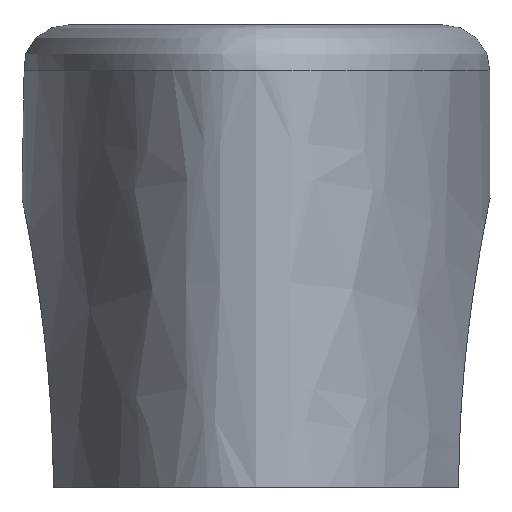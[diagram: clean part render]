
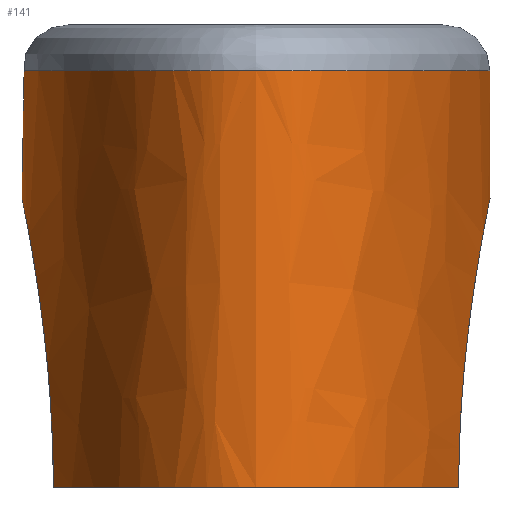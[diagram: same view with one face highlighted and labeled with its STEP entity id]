
A CAD part, front view. The second image highlights one B-rep face of the part: STEP entity #141.
In plain terms, the highlighted free-form (B-spline) face has degree [3, 1] with [19, 2] control points.
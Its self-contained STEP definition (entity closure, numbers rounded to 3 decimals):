
#26=B_SPLINE_CURVE_WITH_KNOTS('',3,(#261,#262,#263,#264,#265,#266,#267,
#268,#269,#270,#271,#272,#273,#274,#275,#276,#277,#278,#279,#280,#281,#282,
#283,#284,#285,#286,#287,#288,#289,#290,#291,#292,#293,#294,#295,#296,#297,
#298,#299,#300,#301),.UNSPECIFIED.,.T.,.F.,(1,1,1,1,1,1,1,1,1,1,1,1,1,1,
1,1,1,1,1,1,1,1,1,1,1,1,1,1,1,1,1,1,1,1,1,1,1,1,1,1,1,1,1,1,1),(-0.006,
-0.004,-0.002,0.,0.002,0.004,
0.006,0.007,0.011,0.015,
0.018,0.022,0.026,0.03,
0.037,0.041,0.044,0.048,
0.052,0.054,0.055,0.057,
0.059,0.061,0.063,0.065,
0.066,0.07,0.074,0.077,
0.081,0.085,0.089,0.096,
0.1,0.103,0.107,0.111,
0.113,0.114,0.116,0.118,
0.12,0.122,0.124),.UNSPECIFIED.);
#27=B_SPLINE_CURVE_WITH_KNOTS('',3,(#303,#304,#305,#306,#307,#308,#309,
#310,#311,#312,#313,#314),.UNSPECIFIED.,.F.,.F.,(4,1,1,1,1,1,1,1,1,4),(0.,
0.002,0.005,0.01,0.015,
0.02,0.024,0.029,0.034,
0.039),.UNSPECIFIED.);
#28=B_SPLINE_CURVE_WITH_KNOTS('',3,(#318,#319,#320,#321,#322,#323,#324,
#325,#326,#327,#328,#329),.UNSPECIFIED.,.F.,.F.,(4,1,1,1,1,1,1,1,1,4),(0.,
0.002,0.005,0.01,0.015,
0.02,0.024,0.029,0.034,
0.039),.UNSPECIFIED.);
#30=B_SPLINE_SURFACE_WITH_KNOTS('',3,1,((#223,#224),(#225,#226),(#227,#228),
(#229,#230),(#231,#232),(#233,#234),(#235,#236),(#237,#238),(#239,#240),
(#241,#242),(#243,#244),(#245,#246),(#247,#248),(#249,#250),(#251,#252),
(#253,#254),(#255,#256),(#257,#258),(#259,#260)),
 .SURF_OF_LINEAR_EXTRUSION.,.T.,.F.,.F.,(1,1,1,1,1,1,1,1,1,1,1,1,1,1,1,
1,1,1,1,1,1,1,1),(2,2),(-1.178,-0.785,-0.393,
0.,0.393,0.785,1.178,1.571,
1.963,2.356,2.749,3.142,3.534,
3.927,4.32,4.712,5.105,5.498,
5.89,6.283,6.676,7.069,7.461),
(0.,1.),.UNSPECIFIED.);
#31=ELLIPSE('',#165,25.,10.116);
#32=ELLIPSE('',#166,25.,10.116);
#40=ORIENTED_EDGE('',*,*,#68,.T.);
#41=ORIENTED_EDGE('',*,*,#67,.F.);
#42=ORIENTED_EDGE('',*,*,#69,.T.);
#43=ORIENTED_EDGE('',*,*,#70,.F.);
#44=ORIENTED_EDGE('',*,*,#71,.T.);
#67=EDGE_CURVE('',#80,#81,#31,.T.);
#68=EDGE_CURVE('',#82,#82,#26,.T.);
#69=EDGE_CURVE('',#80,#83,#27,.T.);
#70=EDGE_CURVE('',#84,#83,#32,.T.);
#71=EDGE_CURVE('',#84,#81,#28,.T.);
#80=VERTEX_POINT('',#220);
#81=VERTEX_POINT('',#221);
#82=VERTEX_POINT('',#302);
#83=VERTEX_POINT('',#315);
#84=VERTEX_POINT('',#317);
#99=EDGE_LOOP('',(#40));
#100=EDGE_LOOP('',(#41,#42,#43,#44));
#119=FACE_BOUND('',#99,.T.);
#120=FACE_BOUND('',#100,.T.);
#141=ADVANCED_FACE('',(#119,#120),#30,.F.);
#165=AXIS2_PLACEMENT_3D('',#222,#186,#187);
#166=AXIS2_PLACEMENT_3D('',#316,#188,#189);
#186=DIRECTION('',(0.,0.,-1.));
#187=DIRECTION('',(0.,-1.,0.));
#188=DIRECTION('',(0.,0.,-1.));
#189=DIRECTION('',(0.,-1.,0.));
#220=CARTESIAN_POINT('',(8.761,-12.5,-20.));
#221=CARTESIAN_POINT('',(-8.761,-12.5,-20.));
#222=CARTESIAN_POINT('',(0.,0.,-20.));
#223=CARTESIAN_POINT('',(3.972,-23.698,-20.));
#224=CARTESIAN_POINT('',(3.972,-23.698,-2.));
#225=CARTESIAN_POINT('',(0.,-25.651,-20.));
#226=CARTESIAN_POINT('',(0.,-25.651,-2.));
#227=CARTESIAN_POINT('',(-3.972,-23.698,-20.));
#228=CARTESIAN_POINT('',(-3.972,-23.698,-2.));
#229=CARTESIAN_POINT('',(-7.339,-18.138,-20.));
#230=CARTESIAN_POINT('',(-7.339,-18.138,-2.));
#231=CARTESIAN_POINT('',(-9.589,-9.816,-20.));
#232=CARTESIAN_POINT('',(-9.589,-9.816,-2.));
#233=CARTESIAN_POINT('',(-10.38,0.,-20.));
#234=CARTESIAN_POINT('',(-10.38,0.,-2.));
#235=CARTESIAN_POINT('',(-9.589,9.816,-20.));
#236=CARTESIAN_POINT('',(-9.589,9.816,-2.));
#237=CARTESIAN_POINT('',(-7.339,18.138,-20.));
#238=CARTESIAN_POINT('',(-7.339,18.138,-2.));
#239=CARTESIAN_POINT('',(-3.972,23.698,-20.));
#240=CARTESIAN_POINT('',(-3.972,23.698,-2.));
#241=CARTESIAN_POINT('',(0.,25.651,-20.));
#242=CARTESIAN_POINT('',(0.,25.651,-2.));
#243=CARTESIAN_POINT('',(3.972,23.698,-20.));
#244=CARTESIAN_POINT('',(3.972,23.698,-2.));
#245=CARTESIAN_POINT('',(7.339,18.138,-20.));
#246=CARTESIAN_POINT('',(7.339,18.138,-2.));
#247=CARTESIAN_POINT('',(9.589,9.816,-20.));
#248=CARTESIAN_POINT('',(9.589,9.816,-2.));
#249=CARTESIAN_POINT('',(10.38,0.,-20.));
#250=CARTESIAN_POINT('',(10.38,0.,-2.));
#251=CARTESIAN_POINT('',(9.589,-9.816,-20.));
#252=CARTESIAN_POINT('',(9.589,-9.816,-2.));
#253=CARTESIAN_POINT('',(7.339,-18.138,-20.));
#254=CARTESIAN_POINT('',(7.339,-18.138,-2.));
#255=CARTESIAN_POINT('',(3.972,-23.698,-20.));
#256=CARTESIAN_POINT('',(3.972,-23.698,-2.));
#257=CARTESIAN_POINT('',(0.,-25.651,-20.));
#258=CARTESIAN_POINT('',(0.,-25.651,-2.));
#259=CARTESIAN_POINT('',(-3.972,-23.698,-20.));
#260=CARTESIAN_POINT('',(-3.972,-23.698,-2.));
#261=CARTESIAN_POINT('',(1.803,-24.72,-2.));
#262=CARTESIAN_POINT('',(0.006,-25.142,-2.));
#263=CARTESIAN_POINT('',(-1.826,-24.713,-2.));
#264=CARTESIAN_POINT('',(-3.352,-23.677,-2.));
#265=CARTESIAN_POINT('',(-4.593,-22.348,-2.));
#266=CARTESIAN_POINT('',(-5.971,-20.332,-2.));
#267=CARTESIAN_POINT('',(-7.253,-17.63,-2.));
#268=CARTESIAN_POINT('',(-8.39,-14.179,-2.));
#269=CARTESIAN_POINT('',(-9.193,-10.669,-2.));
#270=CARTESIAN_POINT('',(-9.735,-7.126,-2.));
#271=CARTESIAN_POINT('',(-10.049,-3.554,-2.));
#272=CARTESIAN_POINT('',(-10.185,1.263,-2.));
#273=CARTESIAN_POINT('',(-9.905,6.044,-2.));
#274=CARTESIAN_POINT('',(-9.178,10.75,-2.));
#275=CARTESIAN_POINT('',(-8.373,14.237,-2.));
#276=CARTESIAN_POINT('',(-7.233,17.688,-2.));
#277=CARTESIAN_POINT('',(-5.913,20.436,-2.));
#278=CARTESIAN_POINT('',(-4.539,22.416,-2.));
#279=CARTESIAN_POINT('',(-3.273,23.747,-2.));
#280=CARTESIAN_POINT('',(-1.736,24.753,-2.));
#281=CARTESIAN_POINT('',(0.099,25.141,-2.));
#282=CARTESIAN_POINT('',(1.899,24.675,-2.));
#283=CARTESIAN_POINT('',(3.41,23.626,-2.));
#284=CARTESIAN_POINT('',(4.637,22.292,-2.));
#285=CARTESIAN_POINT('',(6.001,20.278,-2.));
#286=CARTESIAN_POINT('',(7.272,17.582,-2.));
#287=CARTESIAN_POINT('',(8.401,14.136,-2.));
#288=CARTESIAN_POINT('',(9.198,10.642,-2.));
#289=CARTESIAN_POINT('',(9.737,7.108,-2.));
#290=CARTESIAN_POINT('',(10.05,3.543,-2.));
#291=CARTESIAN_POINT('',(10.184,-1.265,-2.));
#292=CARTESIAN_POINT('',(9.906,-6.022,-2.));
#293=CARTESIAN_POINT('',(9.183,-10.721,-2.));
#294=CARTESIAN_POINT('',(8.38,-14.213,-2.));
#295=CARTESIAN_POINT('',(7.243,-17.657,-2.));
#296=CARTESIAN_POINT('',(5.946,-20.378,-2.));
#297=CARTESIAN_POINT('',(4.569,-22.378,-2.));
#298=CARTESIAN_POINT('',(3.332,-23.696,-2.));
#299=CARTESIAN_POINT('',(1.803,-24.72,-2.));
#300=CARTESIAN_POINT('',(0.006,-25.142,-2.));
#301=CARTESIAN_POINT('',(-1.826,-24.713,-2.));
#302=CARTESIAN_POINT('',(0.,-25.,-2.));
#303=CARTESIAN_POINT('',(8.761,-12.5,-20.));
#304=CARTESIAN_POINT('',(8.761,-12.5,-19.172));
#305=CARTESIAN_POINT('',(8.799,-12.339,-17.547));
#306=CARTESIAN_POINT('',(9.015,-11.378,-14.38));
#307=CARTESIAN_POINT('',(9.468,-9.068,-10.936));
#308=CARTESIAN_POINT('',(9.979,-4.925,-8.158));
#309=CARTESIAN_POINT('',(10.184,-0.011,-7.173));
#310=CARTESIAN_POINT('',(9.981,4.91,-8.151));
#311=CARTESIAN_POINT('',(9.469,9.066,-10.93));
#312=CARTESIAN_POINT('',(8.923,11.84,-15.078));
#313=CARTESIAN_POINT('',(8.761,12.5,-18.343));
#314=CARTESIAN_POINT('',(8.761,12.5,-20.));
#315=CARTESIAN_POINT('',(8.761,12.5,-20.));
#316=CARTESIAN_POINT('',(0.,0.,-20.));
#317=CARTESIAN_POINT('',(-8.761,12.5,-20.));
#318=CARTESIAN_POINT('',(-8.761,12.5,-20.));
#319=CARTESIAN_POINT('',(-8.761,12.5,-19.172));
#320=CARTESIAN_POINT('',(-8.799,12.339,-17.547));
#321=CARTESIAN_POINT('',(-9.015,11.378,-14.38));
#322=CARTESIAN_POINT('',(-9.468,9.068,-10.936));
#323=CARTESIAN_POINT('',(-9.979,4.925,-8.158));
#324=CARTESIAN_POINT('',(-10.184,0.011,-7.173));
#325=CARTESIAN_POINT('',(-9.981,-4.91,-8.151));
#326=CARTESIAN_POINT('',(-9.469,-9.066,-10.93));
#327=CARTESIAN_POINT('',(-8.923,-11.84,-15.078));
#328=CARTESIAN_POINT('',(-8.761,-12.5,-18.343));
#329=CARTESIAN_POINT('',(-8.761,-12.5,-20.));
